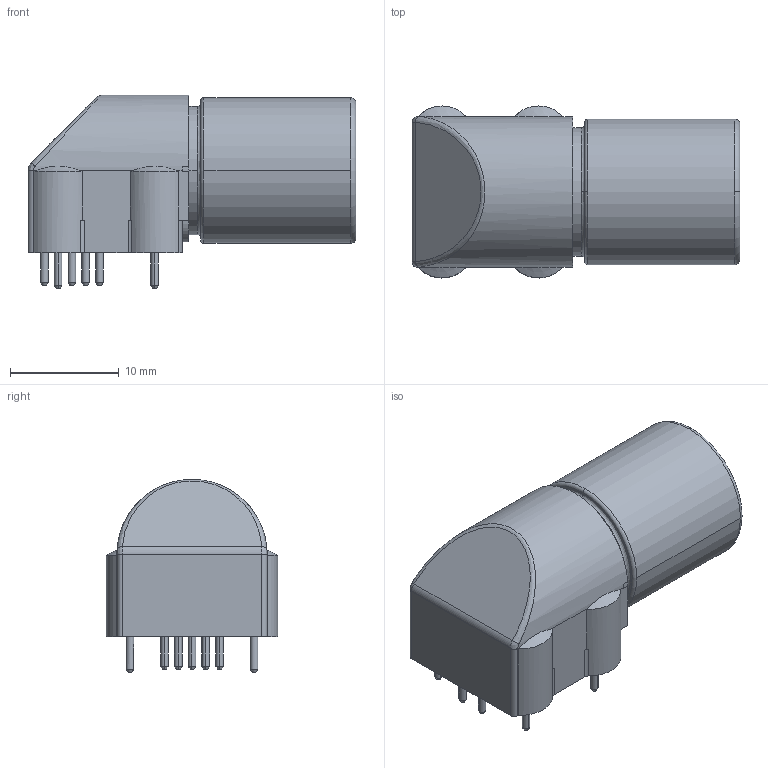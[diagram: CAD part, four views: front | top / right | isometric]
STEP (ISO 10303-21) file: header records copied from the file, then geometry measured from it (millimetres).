
FILE_DESCRIPTION((''),'2;1');
FILE_NAME('LEMO_PPG.M1.0GG.N.stp','2016-08-05T16:07:13',(''),(''),'Mechanical Desktop 2011','Mechanical Desktop 2011',', , ');
FILE_SCHEMA(('AUTOMOTIVE_DESIGN { 1 2 10303 214 1 1 1 1 }'));
Length unit declared in the file: millimetre
Products named in the file (1): Product
Bounding box: 30.2 x 15.83 x 17.8 mm (x, y, z)
Volume: 3648.5 mm3; surface area: 4303 mm2
Topology: 28 solids, 28 shells, 311 faces, 693 edges, 451 vertices
Faces by surface type: cylinder 150, plane 105, cone 44, torus 7, bspline 5
Entity records: 9603 total; most frequent: CARTESIAN_POINT 2257, DIRECTION 1660, ORIENTED_EDGE 1386, EDGE_CURVE 693, AXIS2_PLACEMENT_3D 688, VERTEX_POINT 451, CIRCLE 379, EDGE_LOOP 364
